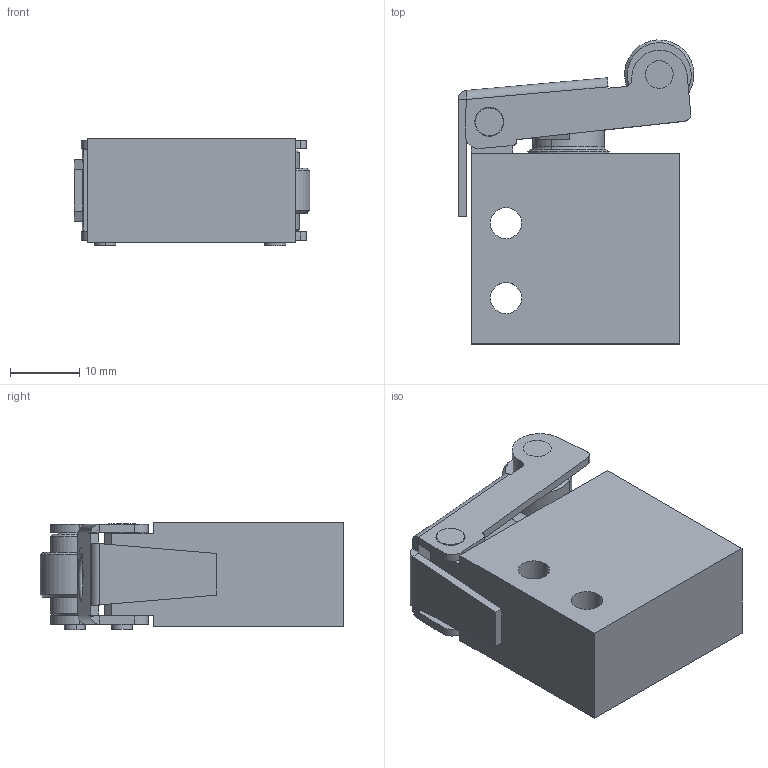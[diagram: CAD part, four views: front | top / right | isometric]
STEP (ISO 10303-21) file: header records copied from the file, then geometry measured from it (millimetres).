
FILE_DESCRIPTION (( 'STEP AP214' ), '1' );
FILE_NAME ('08_188_4.STEP', '2016-07-29T13:21:14', ( '' ), ( '' ), 'SwSTEP 2.0', 'SolidWorks 2016', '' );
FILE_SCHEMA (( 'AUTOMOTIVE_DESIGN' ));
Length unit declared in the file: millimetre
Products named in the file (1): 08_188_4
Bounding box: 33.98 x 43.8 x 15.5 mm (x, y, z)
Volume: 14496.6 mm3; surface area: 7352.6 mm2
Topology: 5 solids, 5 shells, 165 faces, 377 edges, 232 vertices
Faces by surface type: plane 66, cylinder 53, cone 30, torus 10, bspline 4, sphere 2
Entity records: 5172 total; most frequent: CARTESIAN_POINT 1030, DIRECTION 848, ORIENTED_EDGE 746, EDGE_CURVE 373, AXIS2_PLACEMENT_3D 328, VERTEX_POINT 232, VECTOR 192, LINE 192
